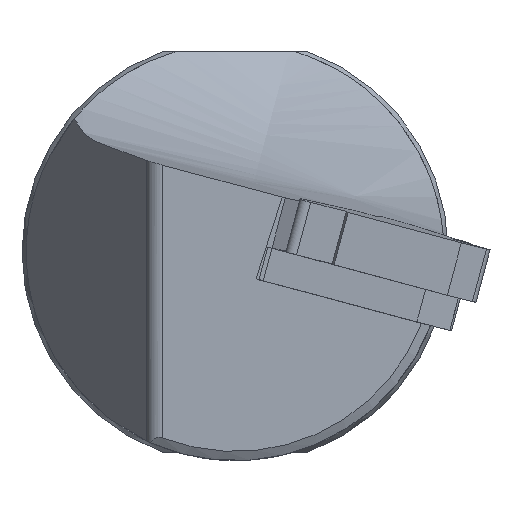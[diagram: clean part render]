
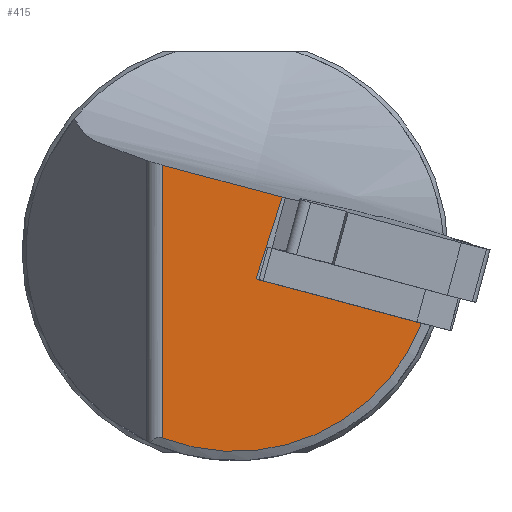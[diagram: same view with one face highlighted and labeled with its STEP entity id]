
A CAD part, left-side view. The second image highlights one B-rep face of the part: STEP entity #415.
In plain terms, the highlighted planar face has unit normal (-1, 0, 0).
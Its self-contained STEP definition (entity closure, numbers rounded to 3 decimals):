
#415=ADVANCED_FACE('',(#494),#452,.T.);
#452=PLANE('',#1247);
#494=FACE_OUTER_BOUND('',#542,.T.);
#542=EDGE_LOOP('',(#886,#887,#888,#889,#890,#891));
#577=B_SPLINE_CURVE_WITH_KNOTS('',3,(#1668,#1669,#1670,#1671),
 .UNSPECIFIED.,.F.,.F.,(4,4),(0.,1.),.UNSPECIFIED.);
#589=CIRCLE('',#1224,23.419);
#607=LINE('',#1507,#686);
#636=LINE('',#1963,#715);
#637=LINE('',#1965,#716);
#638=LINE('',#1967,#717);
#686=VECTOR('',#1286,1.);
#715=VECTOR('',#1387,1.);
#716=VECTOR('',#1390,1.);
#717=VECTOR('',#1391,1.);
#886=ORIENTED_EDGE('',*,*,#1152,.F.);
#887=ORIENTED_EDGE('',*,*,#1132,.F.);
#888=ORIENTED_EDGE('',*,*,#1151,.T.);
#889=ORIENTED_EDGE('',*,*,#1114,.T.);
#890=ORIENTED_EDGE('',*,*,#1088,.F.);
#891=ORIENTED_EDGE('',*,*,#1153,.F.);
#1009=VERTEX_POINT('',#1506);
#1010=VERTEX_POINT('',#1508);
#1026=VERTEX_POINT('',#1563);
#1040=VERTEX_POINT('',#1667);
#1041=VERTEX_POINT('',#1672);
#1051=VERTEX_POINT('',#1966);
#1088=EDGE_CURVE('',#1009,#1010,#607,.T.);
#1114=EDGE_CURVE('',#1026,#1010,#589,.T.);
#1132=EDGE_CURVE('',#1040,#1041,#577,.T.);
#1151=EDGE_CURVE('',#1040,#1026,#636,.T.);
#1152=EDGE_CURVE('',#1041,#1051,#637,.T.);
#1153=EDGE_CURVE('',#1051,#1009,#638,.T.);
#1224=AXIS2_PLACEMENT_3D('',#1562,#1335,#1336);
#1247=AXIS2_PLACEMENT_3D('',#1968,#1392,#1393);
#1286=DIRECTION('',(0.,-0.966,-0.259));
#1335=DIRECTION('',(-1.,0.,0.));
#1336=DIRECTION('',(0.,-1.,0.));
#1387=DIRECTION('',(0.,0.,-1.));
#1390=DIRECTION('',(0.,0.302,-0.953));
#1391=DIRECTION('',(0.,-0.966,-0.259));
#1392=DIRECTION('',(-1.,0.,0.));
#1393=DIRECTION('',(0.,-1.,0.));
#1506=CARTESIAN_POINT('',(1.376,-3.022,-3.319));
#1507=CARTESIAN_POINT('',(1.376,114.818,28.257));
#1508=CARTESIAN_POINT('',(1.376,-21.872,-8.369));
#1562=CARTESIAN_POINT('',(1.376,0.,0.));
#1563=CARTESIAN_POINT('',(1.376,8.465,-21.835));
#1667=CARTESIAN_POINT('',(1.376,8.465,10.167));
#1668=CARTESIAN_POINT('',(1.376,8.465,10.167));
#1669=CARTESIAN_POINT('',(1.376,3.805,8.918));
#1670=CARTESIAN_POINT('',(1.376,-0.856,7.67));
#1671=CARTESIAN_POINT('',(1.376,-5.516,6.421));
#1672=CARTESIAN_POINT('',(1.376,-5.516,6.421));
#1963=CARTESIAN_POINT('',(1.376,8.465,550.066));
#1965=CARTESIAN_POINT('',(1.376,-163.953,505.998));
#1966=CARTESIAN_POINT('',(1.376,-2.474,-3.172));
#1967=CARTESIAN_POINT('',(1.376,114.818,28.257));
#1968=CARTESIAN_POINT('',(1.376,-25.,550.066));
